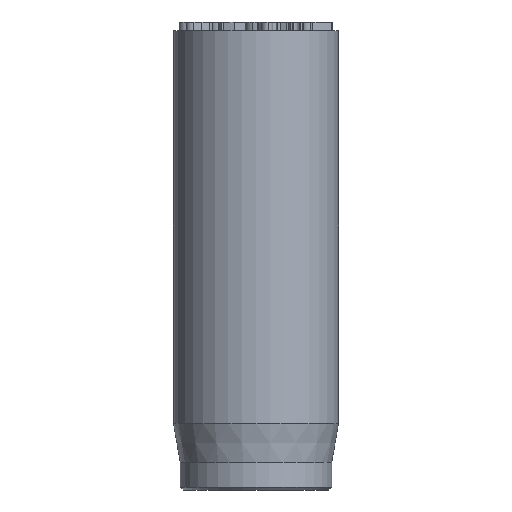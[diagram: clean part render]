
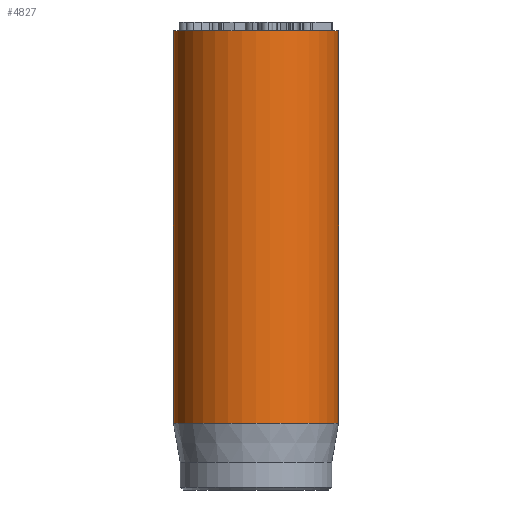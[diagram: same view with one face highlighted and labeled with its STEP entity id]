
A CAD part, front view. The second image highlights one B-rep face of the part: STEP entity #4827.
In plain terms, the highlighted cylindrical face has radius 3 mm (diameter 6 mm), a full revolution.
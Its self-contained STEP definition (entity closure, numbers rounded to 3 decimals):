
#36=CYLINDRICAL_SURFACE('',#5041,3.);
#48=CIRCLE('',#5008,3.);
#64=CIRCLE('',#5039,3.);
#65=CIRCLE('',#5040,3.);
#396=FACE_OUTER_BOUND('',#683,.T.);
#683=EDGE_LOOP('',(#4161,#4162,#4163,#4164,#4165));
#1027=LINE('',#8765,#1389);
#1389=VECTOR('',#5552,3.);
#2171=VERTEX_POINT('',#8704);
#2187=VERTEX_POINT('',#8759);
#2188=VERTEX_POINT('',#8760);
#2836=EDGE_CURVE('',#2171,#2171,#48,.T.);
#2860=EDGE_CURVE('',#2187,#2188,#64,.T.);
#2861=EDGE_CURVE('',#2188,#2187,#65,.T.);
#2863=EDGE_CURVE('',#2171,#2187,#1027,.T.);
#4161=ORIENTED_EDGE('',*,*,#2836,.T.);
#4162=ORIENTED_EDGE('',*,*,#2863,.T.);
#4163=ORIENTED_EDGE('',*,*,#2860,.T.);
#4164=ORIENTED_EDGE('',*,*,#2861,.T.);
#4165=ORIENTED_EDGE('',*,*,#2863,.F.);
#4827=ADVANCED_FACE('',(#396),#36,.T.);
#5008=AXIS2_PLACEMENT_3D('',#8705,#5475,#5476);
#5039=AXIS2_PLACEMENT_3D('',#8761,#5545,#5546);
#5040=AXIS2_PLACEMENT_3D('',#8762,#5547,#5548);
#5041=AXIS2_PLACEMENT_3D('',#8764,#5550,#5551);
#5475=DIRECTION('center_axis',(0.,0.,-1.));
#5476=DIRECTION('ref_axis',(-1.,0.,0.));
#5545=DIRECTION('center_axis',(0.,0.,1.));
#5546=DIRECTION('ref_axis',(-1.,0.,0.));
#5547=DIRECTION('center_axis',(0.,0.,1.));
#5548=DIRECTION('ref_axis',(-1.,0.,0.));
#5550=DIRECTION('center_axis',(0.,0.,1.));
#5551=DIRECTION('ref_axis',(-1.,0.,0.));
#5552=DIRECTION('',(0.,0.,-1.));
#8704=CARTESIAN_POINT('',(3.,0.,16.7));
#8705=CARTESIAN_POINT('Origin',(0.,0.,16.7));
#8759=CARTESIAN_POINT('',(3.,0.,2.418));
#8760=CARTESIAN_POINT('',(-3.,0.,2.418));
#8761=CARTESIAN_POINT('Origin',(0.,0.,2.418));
#8762=CARTESIAN_POINT('Origin',(0.,0.,2.418));
#8764=CARTESIAN_POINT('Origin',(0.,0.,0.));
#8765=CARTESIAN_POINT('',(3.,0.,0.));
